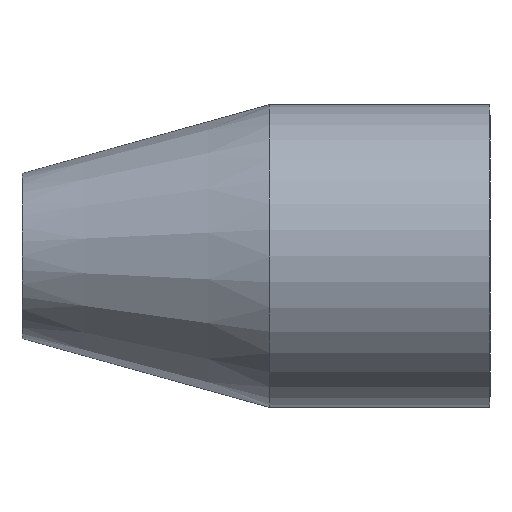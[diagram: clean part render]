
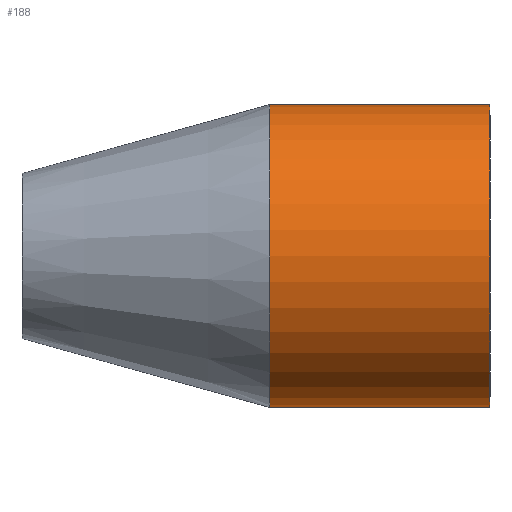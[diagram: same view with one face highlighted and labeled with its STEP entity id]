
A CAD part, left-side view. The second image highlights one B-rep face of the part: STEP entity #188.
In plain terms, the highlighted cylindrical face has radius 5.5 mm (diameter 11 mm), a partial arc.
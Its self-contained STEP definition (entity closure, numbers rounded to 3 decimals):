
#4 = CIRCLE ( 'NONE', #283, 5.5 ) ;
#15 = CARTESIAN_POINT ( 'NONE',  ( 0., 8., 5.5 ) ) ;
#16 = CARTESIAN_POINT ( 'NONE',  ( 0., 0., 5.5 ) ) ;
#40 = DIRECTION ( 'NONE',  ( 0., 0., -1. ) ) ;
#43 = LINE ( 'NONE', #121, #118 ) ;
#64 = DIRECTION ( 'NONE',  ( 0., -1., 0. ) ) ;
#66 = DIRECTION ( 'NONE',  ( 0., 0., -1. ) ) ;
#90 = CARTESIAN_POINT ( 'NONE',  ( 0., 0., -5.5 ) ) ;
#98 = AXIS2_PLACEMENT_3D ( 'NONE', #343, #155, #66 ) ;
#118 = VECTOR ( 'NONE', #180, 1000. ) ;
#121 = CARTESIAN_POINT ( 'NONE',  ( 0., 0., 5.5 ) ) ;
#124 = CYLINDRICAL_SURFACE ( 'NONE', #187, 5.5 ) ;
#125 = VECTOR ( 'NONE', #262, 1000. ) ;
#133 = EDGE_CURVE ( 'NONE', #273, #320, #43, .T. ) ;
#148 = CARTESIAN_POINT ( 'NONE',  ( 0., 8., -5.5 ) ) ;
#155 = DIRECTION ( 'NONE',  ( 0., -1., 0. ) ) ;
#162 = CARTESIAN_POINT ( 'NONE',  ( 0., 0., -5.5 ) ) ;
#173 = EDGE_CURVE ( 'NONE', #320, #346, #292, .T. ) ;
#179 = CARTESIAN_POINT ( 'NONE',  ( 0., 8., 0. ) ) ;
#180 = DIRECTION ( 'NONE',  ( 0., -1., 0. ) ) ;
#187 = AXIS2_PLACEMENT_3D ( 'NONE', #260, #64, #291 ) ;
#188 = ADVANCED_FACE ( 'NONE', ( #293 ), #124, .T. ) ;
#203 = ORIENTED_EDGE ( 'NONE', *, *, #173, .F. ) ;
#215 = ORIENTED_EDGE ( 'NONE', *, *, #133, .F. ) ;
#218 = VERTEX_POINT ( 'NONE', #148 ) ;
#260 = CARTESIAN_POINT ( 'NONE',  ( 0., 0., 0. ) ) ;
#262 = DIRECTION ( 'NONE',  ( 0., -1., 0. ) ) ;
#270 = ORIENTED_EDGE ( 'NONE', *, *, #312, .T. ) ;
#273 = VERTEX_POINT ( 'NONE', #15 ) ;
#275 = ORIENTED_EDGE ( 'NONE', *, *, #317, .T. ) ;
#283 = AXIS2_PLACEMENT_3D ( 'NONE', #179, #289, #40 ) ;
#289 = DIRECTION ( 'NONE',  ( 0., -1., 0. ) ) ;
#291 = DIRECTION ( 'NONE',  ( 0., 0., -1. ) ) ;
#292 = CIRCLE ( 'NONE', #98, 5.5 ) ;
#293 = FACE_OUTER_BOUND ( 'NONE', #299, .T. ) ;
#299 = EDGE_LOOP ( 'NONE', ( #215, #270, #275, #203 ) ) ;
#312 = EDGE_CURVE ( 'NONE', #273, #218, #4, .T. ) ;
#317 = EDGE_CURVE ( 'NONE', #218, #346, #340, .T. ) ;
#320 = VERTEX_POINT ( 'NONE', #16 ) ;
#340 = LINE ( 'NONE', #90, #125 ) ;
#343 = CARTESIAN_POINT ( 'NONE',  ( 0., 0., 0. ) ) ;
#346 = VERTEX_POINT ( 'NONE', #162 ) ;
